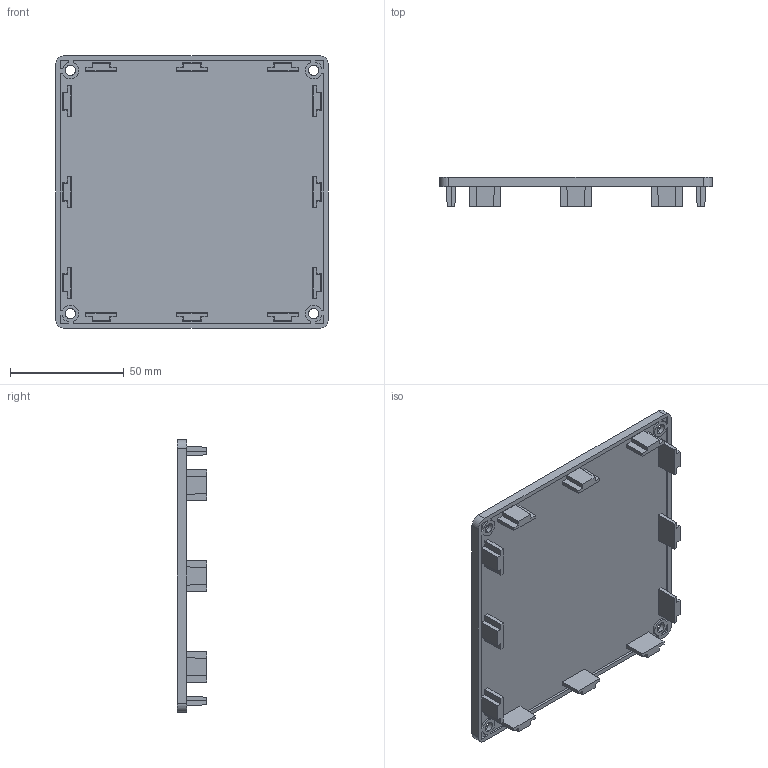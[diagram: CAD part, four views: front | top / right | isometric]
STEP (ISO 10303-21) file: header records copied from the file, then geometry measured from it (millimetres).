
FILE_DESCRIPTION (( 'STEP AP203' ), '1' );
FILE_NAME ('201120120_c_1.STEP', '2022-12-09T05:07:40', ( '' ), ( '' ), 'SwSTEP 2.0', 'SolidWorks 2014', '' );
FILE_SCHEMA (( 'CONFIG_CONTROL_DESIGN' ));
Length unit declared in the file: millimetre
Products named in the file (1): 201120120_c_1
Bounding box: 120 x 12.8 x 120 mm (x, y, z)
Volume: 48182.2 mm3; surface area: 35384.9 mm2
Topology: 1 solids, 1 shells, 181 faces, 474 edges, 316 vertices
Faces by surface type: plane 151, cylinder 30
Entity records: 5601 total; most frequent: CARTESIAN_POINT 972, ORIENTED_EDGE 948, DIRECTION 898, EDGE_CURVE 474, VECTOR 414, LINE 414, VERTEX_POINT 316, AXIS2_PLACEMENT_3D 242
